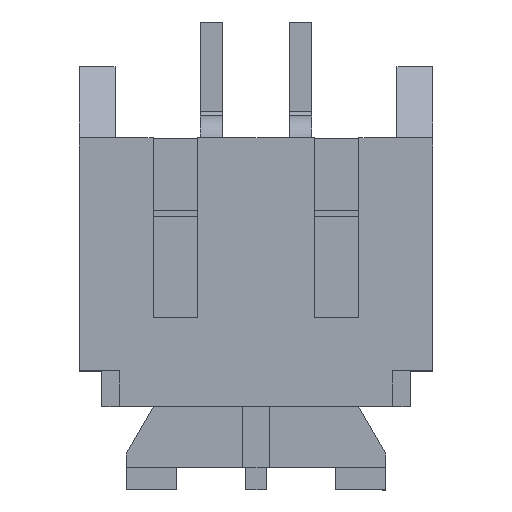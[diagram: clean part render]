
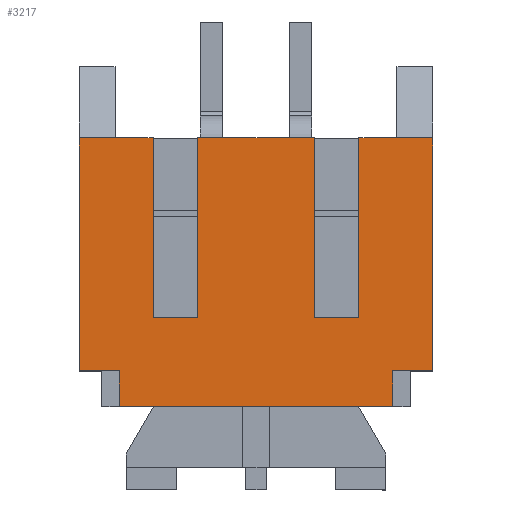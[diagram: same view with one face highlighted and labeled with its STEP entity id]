
A CAD part, top view. The second image highlights one B-rep face of the part: STEP entity #3217.
In plain terms, the highlighted planar face has unit normal (0, 0, 1).
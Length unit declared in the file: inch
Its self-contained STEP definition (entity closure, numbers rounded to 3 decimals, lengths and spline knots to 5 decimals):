
#139=FACE_OUTER_BOUND('',#312,.T.);
#312=EDGE_LOOP('',(#2594,#2595,#2596,#2597,#2598,#2599,#2600,#2601,#2602,
#2603,#2604,#2605,#2606,#2607,#2608,#2609));
#617=LINE('',#4764,#1066);
#647=LINE('',#4826,#1096);
#651=LINE('',#4834,#1100);
#655=LINE('',#4841,#1104);
#675=LINE('',#4882,#1124);
#690=LINE('',#4911,#1139);
#700=LINE('',#4929,#1149);
#711=LINE('',#4950,#1160);
#715=LINE('',#4957,#1164);
#716=LINE('',#4958,#1165);
#717=LINE('',#4960,#1166);
#718=LINE('',#4961,#1167);
#719=LINE('',#4963,#1168);
#720=LINE('',#4964,#1169);
#721=LINE('',#4966,#1170);
#722=LINE('',#4967,#1171);
#1066=VECTOR('',#3878,39.37008);
#1096=VECTOR('',#3914,39.37008);
#1100=VECTOR('',#3918,39.37008);
#1104=VECTOR('',#3922,39.37008);
#1124=VECTOR('',#3950,39.37008);
#1139=VECTOR('',#3969,39.37008);
#1149=VECTOR('',#3981,39.37008);
#1160=VECTOR('',#3994,39.37008);
#1164=VECTOR('',#4000,39.37008);
#1165=VECTOR('',#4001,39.37008);
#1166=VECTOR('',#4002,39.37008);
#1167=VECTOR('',#4003,39.37008);
#1168=VECTOR('',#4004,39.37008);
#1169=VECTOR('',#4005,39.37008);
#1170=VECTOR('',#4006,39.37008);
#1171=VECTOR('',#4007,39.37008);
#1441=VERTEX_POINT('',#4762);
#1442=VERTEX_POINT('',#4763);
#1463=VERTEX_POINT('',#4810);
#1470=VERTEX_POINT('',#4823);
#1471=VERTEX_POINT('',#4825);
#1474=VERTEX_POINT('',#4831);
#1475=VERTEX_POINT('',#4833);
#1478=VERTEX_POINT('',#4839);
#1495=VERTEX_POINT('',#4881);
#1507=VERTEX_POINT('',#4909);
#1514=VERTEX_POINT('',#4927);
#1523=VERTEX_POINT('',#4949);
#1525=VERTEX_POINT('',#4956);
#1526=VERTEX_POINT('',#4959);
#1527=VERTEX_POINT('',#4962);
#1528=VERTEX_POINT('',#4965);
#1815=EDGE_CURVE('',#1441,#1442,#617,.T.);
#1845=EDGE_CURVE('',#1471,#1470,#647,.T.);
#1849=EDGE_CURVE('',#1475,#1474,#651,.T.);
#1853=EDGE_CURVE('',#1463,#1478,#655,.T.);
#1873=EDGE_CURVE('',#1495,#1463,#675,.T.);
#1888=EDGE_CURVE('',#1470,#1507,#690,.T.);
#1898=EDGE_CURVE('',#1478,#1514,#700,.T.);
#1909=EDGE_CURVE('',#1471,#1523,#711,.T.);
#1913=EDGE_CURVE('',#1525,#1507,#715,.T.);
#1914=EDGE_CURVE('',#1442,#1525,#716,.T.);
#1915=EDGE_CURVE('',#1441,#1526,#717,.T.);
#1916=EDGE_CURVE('',#1526,#1495,#718,.T.);
#1917=EDGE_CURVE('',#1514,#1527,#719,.T.);
#1918=EDGE_CURVE('',#1475,#1527,#720,.T.);
#1919=EDGE_CURVE('',#1528,#1474,#721,.T.);
#1920=EDGE_CURVE('',#1528,#1523,#722,.T.);
#2594=ORIENTED_EDGE('',*,*,#1888,.T.);
#2595=ORIENTED_EDGE('',*,*,#1913,.F.);
#2596=ORIENTED_EDGE('',*,*,#1914,.F.);
#2597=ORIENTED_EDGE('',*,*,#1815,.F.);
#2598=ORIENTED_EDGE('',*,*,#1915,.T.);
#2599=ORIENTED_EDGE('',*,*,#1916,.T.);
#2600=ORIENTED_EDGE('',*,*,#1873,.T.);
#2601=ORIENTED_EDGE('',*,*,#1853,.T.);
#2602=ORIENTED_EDGE('',*,*,#1898,.T.);
#2603=ORIENTED_EDGE('',*,*,#1917,.T.);
#2604=ORIENTED_EDGE('',*,*,#1918,.F.);
#2605=ORIENTED_EDGE('',*,*,#1849,.T.);
#2606=ORIENTED_EDGE('',*,*,#1919,.F.);
#2607=ORIENTED_EDGE('',*,*,#1920,.T.);
#2608=ORIENTED_EDGE('',*,*,#1909,.F.);
#2609=ORIENTED_EDGE('',*,*,#1845,.T.);
#3058=PLANE('',#3398);
#3217=ADVANCED_FACE('',(#139),#3058,.F.);
#3398=AXIS2_PLACEMENT_3D('',#4955,#3998,#3999);
#3878=DIRECTION('',(-1.,0.,0.));
#3914=DIRECTION('',(-1.,0.,0.));
#3918=DIRECTION('',(-1.,0.,0.));
#3922=DIRECTION('',(-1.,0.,0.));
#3950=DIRECTION('',(0.,1.,0.));
#3969=DIRECTION('',(0.,-1.,0.));
#3981=DIRECTION('',(0.,-1.,0.));
#3994=DIRECTION('',(0.,-1.,0.));
#3998=DIRECTION('center_axis',(0.,0.,-1.));
#3999=DIRECTION('ref_axis',(-1.,0.,0.));
#4000=DIRECTION('',(-1.,0.,0.));
#4001=DIRECTION('',(0.,1.,0.));
#4002=DIRECTION('',(0.,1.,0.));
#4003=DIRECTION('',(1.,0.,0.));
#4004=DIRECTION('',(-1.,0.,0.));
#4005=DIRECTION('',(0.,-1.,0.));
#4006=DIRECTION('',(0.,1.,0.));
#4007=DIRECTION('',(-1.,0.,0.));
#4762=CARTESIAN_POINT('',(0.12008,0.,0.21654));
#4763=CARTESIAN_POINT('',(-0.12008,0.,0.21654));
#4764=CARTESIAN_POINT('',(-0.15551,0.,0.21654));
#4810=CARTESIAN_POINT('',(0.15551,0.23622,0.21654));
#4823=CARTESIAN_POINT('',(-0.15551,0.23622,0.21654));
#4825=CARTESIAN_POINT('',(-0.09055,0.23622,0.21654));
#4826=CARTESIAN_POINT('',(-0.15551,0.23622,0.21654));
#4831=CARTESIAN_POINT('',(-0.05118,0.23622,0.21654));
#4833=CARTESIAN_POINT('',(0.05118,0.23622,0.21654));
#4834=CARTESIAN_POINT('',(-0.15551,0.23622,0.21654));
#4839=CARTESIAN_POINT('',(0.09055,0.23622,0.21654));
#4841=CARTESIAN_POINT('',(0.09055,0.23622,0.21654));
#4881=CARTESIAN_POINT('',(0.15551,0.0315,0.21654));
#4882=CARTESIAN_POINT('',(0.15551,0.23622,0.21654));
#4909=CARTESIAN_POINT('',(-0.15551,0.0315,0.21654));
#4911=CARTESIAN_POINT('',(-0.15551,0.16732,0.21654));
#4927=CARTESIAN_POINT('',(0.09055,0.07874,0.21654));
#4929=CARTESIAN_POINT('',(0.09055,0.16732,0.21654));
#4949=CARTESIAN_POINT('',(-0.09055,0.07874,0.21654));
#4950=CARTESIAN_POINT('',(-0.09055,0.23622,0.21654));
#4955=CARTESIAN_POINT('Origin',(0.,0.,0.21654));
#4956=CARTESIAN_POINT('',(-0.12008,0.0315,0.21654));
#4957=CARTESIAN_POINT('',(-0.12008,0.0315,0.21654));
#4958=CARTESIAN_POINT('',(-0.12008,0.,0.21654));
#4959=CARTESIAN_POINT('',(0.12008,0.0315,0.21654));
#4960=CARTESIAN_POINT('',(0.12008,0.,0.21654));
#4961=CARTESIAN_POINT('',(0.12008,0.0315,0.21654));
#4962=CARTESIAN_POINT('',(0.05118,0.07874,0.21654));
#4963=CARTESIAN_POINT('',(-0.15551,0.07874,0.21654));
#4964=CARTESIAN_POINT('',(0.05118,0.23622,0.21654));
#4965=CARTESIAN_POINT('',(-0.05118,0.07874,0.21654));
#4966=CARTESIAN_POINT('',(-0.05118,0.16732,0.21654));
#4967=CARTESIAN_POINT('',(-0.15551,0.07874,0.21654));
